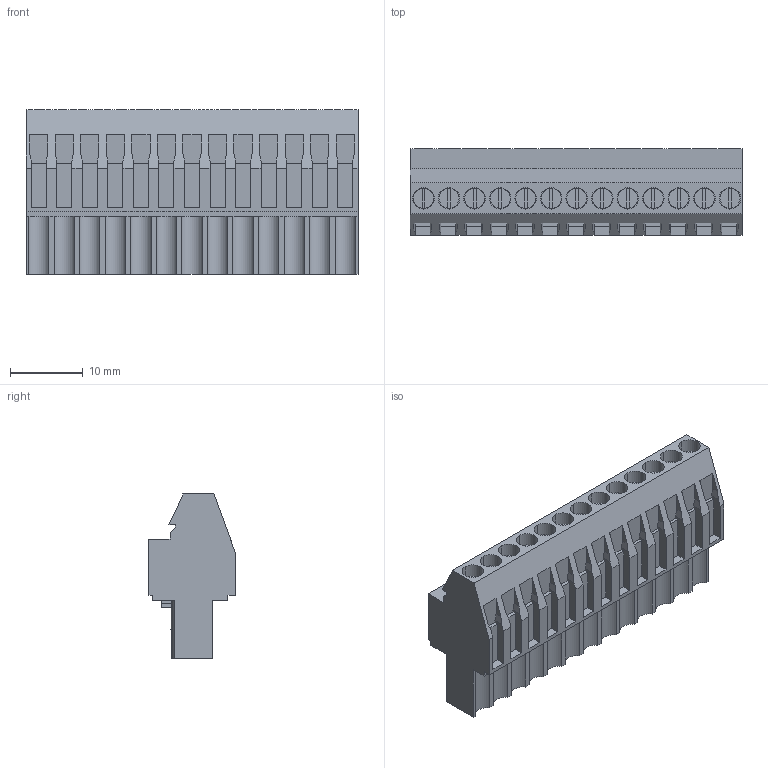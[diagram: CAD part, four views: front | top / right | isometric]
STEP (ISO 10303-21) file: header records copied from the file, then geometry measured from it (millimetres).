
FILE_DESCRIPTION(('CATIA V5 STEP Exchange','CAx-IF Rec.Pracs.--- Model Styling and Organization---1.2---2011-12-15'),'2;1');
FILE_NAME ('D1454038_0_1638890000_1638890000.stp','2017-03-10T10:20:22+00:00',('none'),('Weidmueller'),'CATIA Version 5-6 Release 2014','CATIA V5 STEP AP214','none');
FILE_SCHEMA(('AUTOMOTIVE_DESIGN { 1 0 10303 214 1 1 1 1 }'));
Length unit declared in the file: millimetre
Products named in the file (1): 1638890000
Bounding box: 45.5 x 11.83 x 22.6 mm (x, y, z)
Volume: 6999.9 mm3; surface area: 5342.6 mm2
Topology: 14 solids, 14 shells, 750 faces, 2070 edges, 1400 vertices
Faces by surface type: plane 646, cylinder 104
Entity records: 21815 total; most frequent: ORIENTED_EDGE 4140, CARTESIAN_POINT 3890, DIRECTION 2908, EDGE_CURVE 2070, VECTOR 1732, LINE 1732, VERTEX_POINT 1400, EDGE_LOOP 802
